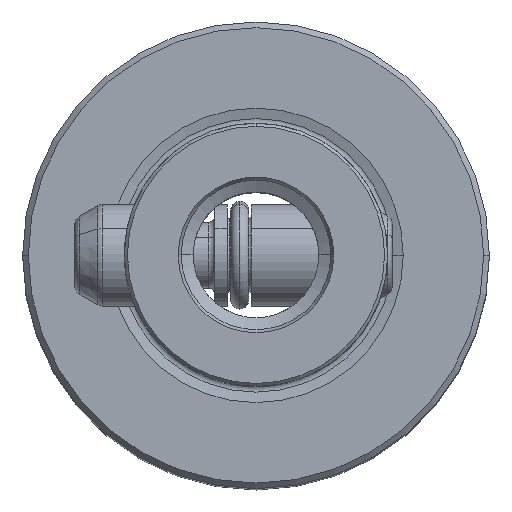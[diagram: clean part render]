
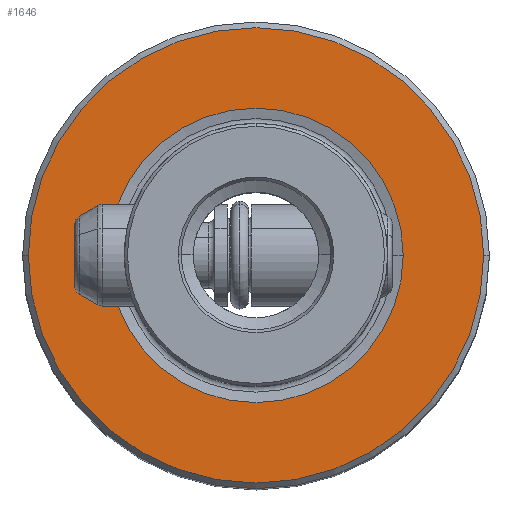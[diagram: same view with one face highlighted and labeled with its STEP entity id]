
A CAD part, top view. The second image highlights one B-rep face of the part: STEP entity #1646.
In plain terms, the highlighted planar face has unit normal (0, 0, 1).
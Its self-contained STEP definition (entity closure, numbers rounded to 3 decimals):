
#978=EDGE_CURVE('NONE',#1980,#1766,#2426,.T.);
#1086=EDGE_CURVE('NONE',#1596,#1172,#2553,.T.);
#1172=VERTEX_POINT('NONE',#2654);
#1206=EDGE_CURVE('NONE',#1172,#1596,#2694,.T.);
#1596=VERTEX_POINT('NONE',#3125);
#1646=ADVANCED_FACE('NONE',(#3181,#3182),#3183,.T.);
#1766=VERTEX_POINT('NONE',#3315);
#1980=VERTEX_POINT('NONE',#3555);
#2108=EDGE_CURVE('NONE',#1766,#1980,#3700,.T.);
#2426=CIRCLE('',#4308,12.299);
#2553=CIRCLE('',#4472,19.025);
#2654=CARTESIAN_POINT('',(19.025,0.,0.0));
#2694=CIRCLE('',#4644,19.025);
#3125=CARTESIAN_POINT('',(-19.025,0.0,0.0));
#3181=FACE_OUTER_BOUND('',#5416,.T.);
#3182=FACE_BOUND('',#5417,.T.);
#3183=PLANE('',#5418);
#3315=CARTESIAN_POINT('',(-12.299,0.,0.0));
#3555=CARTESIAN_POINT('',(12.299,0.0,0.0));
#3700=CIRCLE('',#6326,12.299);
#4308=AXIS2_PLACEMENT_3D('',#6728,#6729,#6730);
#4472=AXIS2_PLACEMENT_3D('',#6924,#6925,#6926);
#4644=AXIS2_PLACEMENT_3D('',#7130,#7131,#7132);
#5416=EDGE_LOOP('',(#7738,#7739));
#5417=EDGE_LOOP('',(#7740,#7741));
#5418=AXIS2_PLACEMENT_3D('',#7742,#7743,#7744);
#6326=AXIS2_PLACEMENT_3D('',#8389,#8390,#8391);
#6728=CARTESIAN_POINT('',(0.0,0.0,0.0));
#6729=DIRECTION('',(0.0,0.0,1.0));
#6730=DIRECTION('',(1.0,0.0,0.0));
#6924=CARTESIAN_POINT('',(0.0,0.0,0.0));
#6925=DIRECTION('',(0.0,0.0,-1.0));
#6926=DIRECTION('',(1.0,0.0,0.0));
#7130=CARTESIAN_POINT('',(0.0,0.0,0.0));
#7131=DIRECTION('',(0.0,0.0,-1.0));
#7132=DIRECTION('',(1.0,0.0,0.0));
#7738=ORIENTED_EDGE('',*,*,#1086,.F.);
#7739=ORIENTED_EDGE('',*,*,#1206,.F.);
#7740=ORIENTED_EDGE('',*,*,#978,.F.);
#7741=ORIENTED_EDGE('',*,*,#2108,.F.);
#7742=CARTESIAN_POINT('',(0.0,11.0,0.0));
#7743=DIRECTION('',(0.0,0.0,1.0));
#7744=DIRECTION('',(1.0,0.0,0.0));
#8389=CARTESIAN_POINT('',(0.0,0.0,0.0));
#8390=DIRECTION('',(0.0,0.0,1.0));
#8391=DIRECTION('',(1.0,0.0,0.0));
